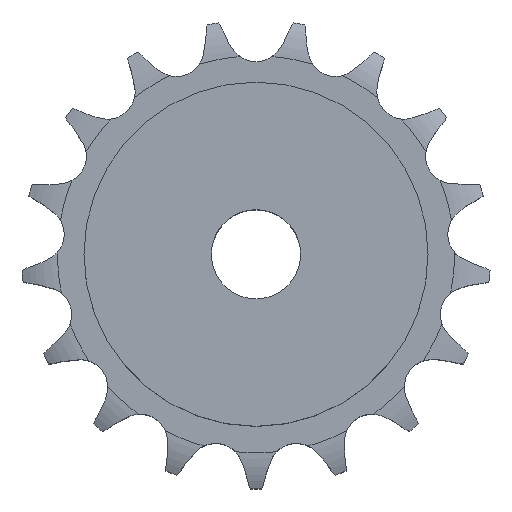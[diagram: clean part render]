
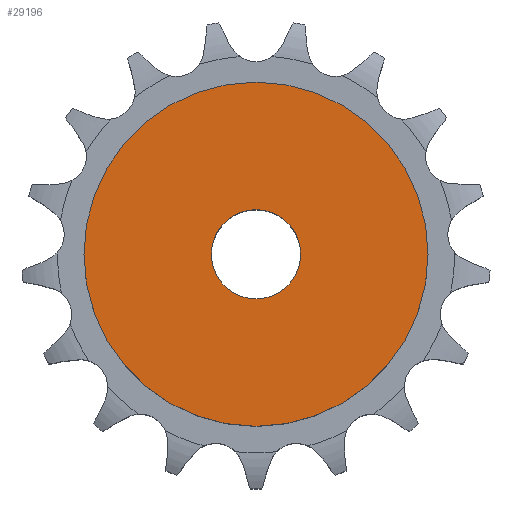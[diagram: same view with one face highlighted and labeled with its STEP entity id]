
A CAD part, top view. The second image highlights one B-rep face of the part: STEP entity #29196.
In plain terms, the highlighted planar face has unit normal (0, 0, 1).
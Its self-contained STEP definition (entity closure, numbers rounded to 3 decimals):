
#15616 = CYLINDRICAL_SURFACE('',#15617,7.);
#15617 = AXIS2_PLACEMENT_3D('',#15618,#15619,#15620);
#15618 = CARTESIAN_POINT('',(0.,0.,121.106));
#15619 = DIRECTION('',(0.,0.,1.));
#15620 = DIRECTION('',(1.,0.,0.));
#19985 = EDGE_CURVE('',#19986,#19986,#19988,.T.);
#19986 = VERTEX_POINT('',#19987);
#19987 = CARTESIAN_POINT('',(7.,0.,35.));
#19988 = SURFACE_CURVE('',#19989,(#19994,#20001),.PCURVE_S1.);
#19989 = CIRCLE('',#19990,7.);
#19990 = AXIS2_PLACEMENT_3D('',#19991,#19992,#19993);
#19991 = CARTESIAN_POINT('',(0.,0.,35.));
#19992 = DIRECTION('',(0.,0.,1.));
#19993 = DIRECTION('',(1.,0.,0.));
#19994 = PCURVE('',#15616,#19995);
#19995 = DEFINITIONAL_REPRESENTATION('',(#19996),#20000);
#19996 = LINE('',#19997,#19998);
#19997 = CARTESIAN_POINT('',(0.,-86.106));
#19998 = VECTOR('',#19999,1.);
#19999 = DIRECTION('',(1.,0.));
#20000 = ( GEOMETRIC_REPRESENTATION_CONTEXT(2) 
PARAMETRIC_REPRESENTATION_CONTEXT() REPRESENTATION_CONTEXT('2D SPACE',''
  ) );
#20001 = PCURVE('',#20002,#20007);
#20002 = PLANE('',#20003);
#20003 = AXIS2_PLACEMENT_3D('',#20004,#20005,#20006);
#20004 = CARTESIAN_POINT('',(0.,0.,35.)
  );
#20005 = DIRECTION('',(0.,0.,1.));
#20006 = DIRECTION('',(1.,0.,0.));
#20007 = DEFINITIONAL_REPRESENTATION('',(#20008),#20012);
#20008 = CIRCLE('',#20009,7.);
#20009 = AXIS2_PLACEMENT_2D('',#20010,#20011);
#20010 = CARTESIAN_POINT('',(0.,0.));
#20011 = DIRECTION('',(1.,0.));
#20012 = ( GEOMETRIC_REPRESENTATION_CONTEXT(2) 
PARAMETRIC_REPRESENTATION_CONTEXT() REPRESENTATION_CONTEXT('2D SPACE',''
  ) );
#29196 = ADVANCED_FACE('',(#29197,#29228),#20002,.T.);
#29197 = FACE_BOUND('',#29198,.T.);
#29198 = EDGE_LOOP('',(#29199));
#29199 = ORIENTED_EDGE('',*,*,#29200,.T.);
#29200 = EDGE_CURVE('',#29201,#29201,#29203,.T.);
#29201 = VERTEX_POINT('',#29202);
#29202 = CARTESIAN_POINT('',(27.,0.,35.));
#29203 = SURFACE_CURVE('',#29204,(#29209,#29216),.PCURVE_S1.);
#29204 = CIRCLE('',#29205,27.);
#29205 = AXIS2_PLACEMENT_3D('',#29206,#29207,#29208);
#29206 = CARTESIAN_POINT('',(0.,0.,35.));
#29207 = DIRECTION('',(0.,0.,1.));
#29208 = DIRECTION('',(1.,0.,0.));
#29209 = PCURVE('',#20002,#29210);
#29210 = DEFINITIONAL_REPRESENTATION('',(#29211),#29215);
#29211 = CIRCLE('',#29212,27.);
#29212 = AXIS2_PLACEMENT_2D('',#29213,#29214);
#29213 = CARTESIAN_POINT('',(0.,0.));
#29214 = DIRECTION('',(1.,0.));
#29215 = ( GEOMETRIC_REPRESENTATION_CONTEXT(2) 
PARAMETRIC_REPRESENTATION_CONTEXT() REPRESENTATION_CONTEXT('2D SPACE',''
  ) );
#29216 = PCURVE('',#29217,#29222);
#29217 = CYLINDRICAL_SURFACE('',#29218,27.);
#29218 = AXIS2_PLACEMENT_3D('',#29219,#29220,#29221);
#29219 = CARTESIAN_POINT('',(0.,0.,0.));
#29220 = DIRECTION('',(-0.,-0.,-1.));
#29221 = DIRECTION('',(1.,0.,0.));
#29222 = DEFINITIONAL_REPRESENTATION('',(#29223),#29227);
#29223 = LINE('',#29224,#29225);
#29224 = CARTESIAN_POINT('',(-0.,-35.));
#29225 = VECTOR('',#29226,1.);
#29226 = DIRECTION('',(-1.,0.));
#29227 = ( GEOMETRIC_REPRESENTATION_CONTEXT(2) 
PARAMETRIC_REPRESENTATION_CONTEXT() REPRESENTATION_CONTEXT('2D SPACE',''
  ) );
#29228 = FACE_BOUND('',#29229,.T.);
#29229 = EDGE_LOOP('',(#29230));
#29230 = ORIENTED_EDGE('',*,*,#19985,.F.);
